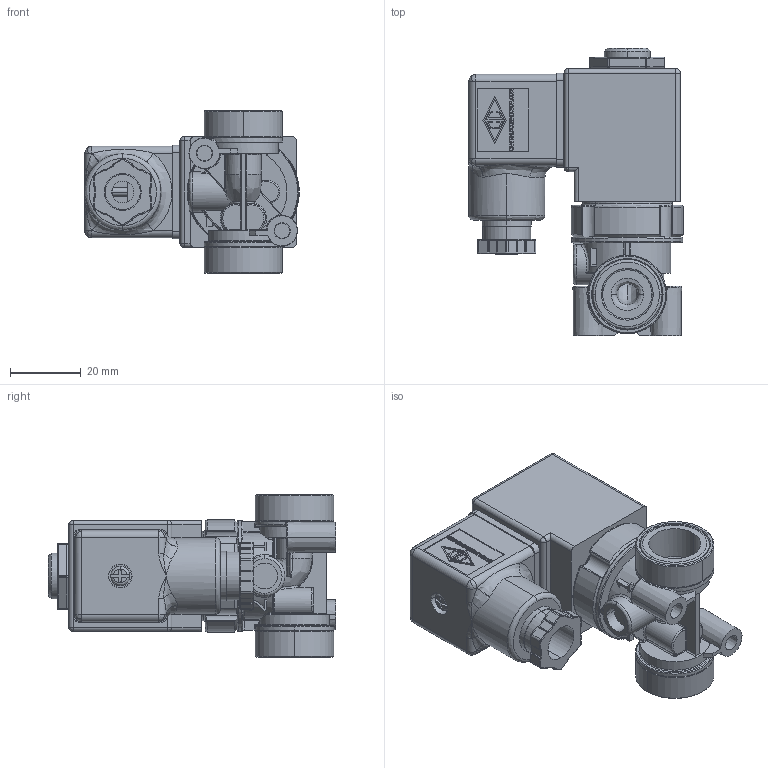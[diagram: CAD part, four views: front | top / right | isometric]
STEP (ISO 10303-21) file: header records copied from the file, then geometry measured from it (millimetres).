
FILE_DESCRIPTION (( 'STEP AP214' ), '1' );
FILE_NAME ('DVP-3DC3F-24A.step', '2016-04-27T15:39:01', ( '' ), ( '' ), 'SwSTEP 2.0', 'SolidWorks 2015', '' );
FILE_SCHEMA (( 'AUTOMOTIVE_DESIGN' ));
Length unit declared in the file: inch
Products named in the file (1): DVP-3DC3F-24A
Bounding box: 60.83 x 81.38 x 46.05 mm (x, y, z)
Volume: 64231.1 mm3; surface area: 35667.2 mm2
Topology: 6 solids, 6 shells, 1790 faces, 4716 edges, 2964 vertices
Faces by surface type: plane 806, bspline 560, cylinder 344, cone 68, torus 12
Entity records: 66038 total; most frequent: CARTESIAN_POINT 24567, ORIENTED_EDGE 9272, DIRECTION 7009, EDGE_CURVE 4636, VERTEX_POINT 2962, VECTOR 2561, LINE 2561, AXIS2_PLACEMENT_3D 2224
